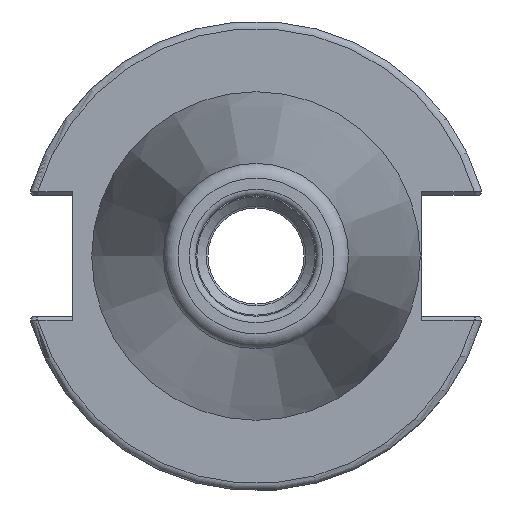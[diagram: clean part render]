
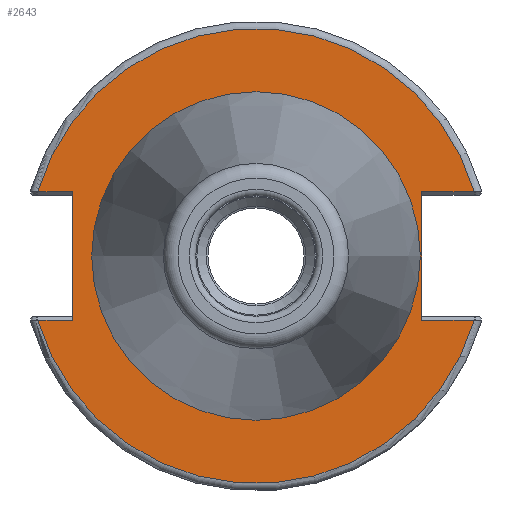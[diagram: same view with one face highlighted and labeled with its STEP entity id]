
A CAD part, left-side view. The second image highlights one B-rep face of the part: STEP entity #2643.
In plain terms, the highlighted planar face has unit normal (-1, 0, 0).
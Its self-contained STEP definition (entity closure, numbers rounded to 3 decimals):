
#147=LINE('',#4109,#312);
#149=LINE('',#4177,#314);
#150=LINE('',#4179,#315);
#151=LINE('',#4183,#316);
#152=LINE('',#4185,#317);
#153=LINE('',#4186,#318);
#312=VECTOR('',#3269,10.);
#314=VECTOR('',#3287,10.);
#315=VECTOR('',#3288,10.);
#316=VECTOR('',#3291,10.);
#317=VECTOR('',#3292,10.);
#318=VECTOR('',#3293,10.);
#501=FACE_BOUND('',#749,.T.);
#520=PLANE('',#2873);
#598=FACE_OUTER_BOUND('',#748,.T.);
#748=EDGE_LOOP('',(#1925,#1926,#1927,#1928,#1929,#1930,#1931,#1932));
#749=EDGE_LOOP('',(#1933,#1934));
#943=CIRCLE('',#2872,30.775);
#944=CIRCLE('',#2874,30.775);
#945=CIRCLE('',#2875,22.225);
#946=CIRCLE('',#2876,22.225);
#1110=VERTEX_POINT('',#4102);
#1113=VERTEX_POINT('',#4107);
#1119=VERTEX_POINT('',#4155);
#1121=VERTEX_POINT('',#4176);
#1122=VERTEX_POINT('',#4178);
#1123=VERTEX_POINT('',#4180);
#1124=VERTEX_POINT('',#4182);
#1125=VERTEX_POINT('',#4184);
#1126=VERTEX_POINT('',#4187);
#1127=VERTEX_POINT('',#4188);
#1420=EDGE_CURVE('',#1113,#1110,#147,.T.);
#1430=EDGE_CURVE('',#1110,#1119,#943,.T.);
#1433=EDGE_CURVE('',#1113,#1121,#149,.T.);
#1434=EDGE_CURVE('',#1122,#1121,#150,.T.);
#1435=EDGE_CURVE('',#1123,#1122,#944,.T.);
#1436=EDGE_CURVE('',#1124,#1123,#151,.T.);
#1437=EDGE_CURVE('',#1124,#1125,#152,.T.);
#1438=EDGE_CURVE('',#1119,#1125,#153,.T.);
#1439=EDGE_CURVE('',#1126,#1127,#945,.T.);
#1440=EDGE_CURVE('',#1127,#1126,#946,.T.);
#1925=ORIENTED_EDGE('',*,*,#1420,.F.);
#1926=ORIENTED_EDGE('',*,*,#1433,.T.);
#1927=ORIENTED_EDGE('',*,*,#1434,.F.);
#1928=ORIENTED_EDGE('',*,*,#1435,.F.);
#1929=ORIENTED_EDGE('',*,*,#1436,.F.);
#1930=ORIENTED_EDGE('',*,*,#1437,.T.);
#1931=ORIENTED_EDGE('',*,*,#1438,.F.);
#1932=ORIENTED_EDGE('',*,*,#1430,.F.);
#1933=ORIENTED_EDGE('',*,*,#1439,.T.);
#1934=ORIENTED_EDGE('',*,*,#1440,.T.);
#2643=ADVANCED_FACE('',(#598,#501),#520,.T.);
#2872=AXIS2_PLACEMENT_3D('',#4156,#3283,#3284);
#2873=AXIS2_PLACEMENT_3D('',#4175,#3285,#3286);
#2874=AXIS2_PLACEMENT_3D('',#4181,#3289,#3290);
#2875=AXIS2_PLACEMENT_3D('',#4189,#3294,#3295);
#2876=AXIS2_PLACEMENT_3D('',#4190,#3296,#3297);
#3269=DIRECTION('',(0.,-1.,0.));
#3283=DIRECTION('center_axis',(1.,0.,0.));
#3284=DIRECTION('ref_axis',(0.,0.,-1.));
#3285=DIRECTION('center_axis',(-1.,0.,0.));
#3286=DIRECTION('ref_axis',(0.,0.,1.));
#3287=DIRECTION('',(0.,0.,1.));
#3288=DIRECTION('',(0.,1.,0.));
#3289=DIRECTION('center_axis',(1.,0.,0.));
#3290=DIRECTION('ref_axis',(0.,0.,-1.));
#3291=DIRECTION('',(0.,1.,0.));
#3292=DIRECTION('',(0.,0.,-1.));
#3293=DIRECTION('',(0.,-1.,0.));
#3294=DIRECTION('center_axis',(1.,0.,0.));
#3295=DIRECTION('ref_axis',(0.,0.,-1.));
#3296=DIRECTION('center_axis',(1.,0.,0.));
#3297=DIRECTION('ref_axis',(0.,0.,-1.));
#4102=CARTESIAN_POINT('',(3.175,-29.523,-8.69));
#4107=CARTESIAN_POINT('',(3.175,-22.41,-8.69));
#4109=CARTESIAN_POINT('',(3.175,-4.878,-8.69));
#4155=CARTESIAN_POINT('',(3.175,29.523,-8.69));
#4156=CARTESIAN_POINT('Origin',(3.175,0.,
0.));
#4175=CARTESIAN_POINT('Origin',(3.175,30.775,0.));
#4176=CARTESIAN_POINT('',(3.175,-22.41,8.69));
#4177=CARTESIAN_POINT('',(3.175,-22.41,-4.095));
#4178=CARTESIAN_POINT('',(3.175,-29.523,8.69));
#4179=CARTESIAN_POINT('',(3.175,4.182,8.69));
#4180=CARTESIAN_POINT('',(3.175,29.523,8.69));
#4181=CARTESIAN_POINT('Origin',(3.175,0.,
0.));
#4182=CARTESIAN_POINT('',(3.175,24.8,8.69));
#4183=CARTESIAN_POINT('',(3.175,32.958,8.69));
#4184=CARTESIAN_POINT('',(3.175,24.8,-8.69));
#4185=CARTESIAN_POINT('',(3.175,24.8,4.095));
#4186=CARTESIAN_POINT('',(3.175,27.788,-8.69));
#4187=CARTESIAN_POINT('',(3.175,22.225,0.));
#4188=CARTESIAN_POINT('',(3.175,-22.225,0.));
#4189=CARTESIAN_POINT('Origin',(3.175,0.,
0.));
#4190=CARTESIAN_POINT('Origin',(3.175,0.,
0.));
